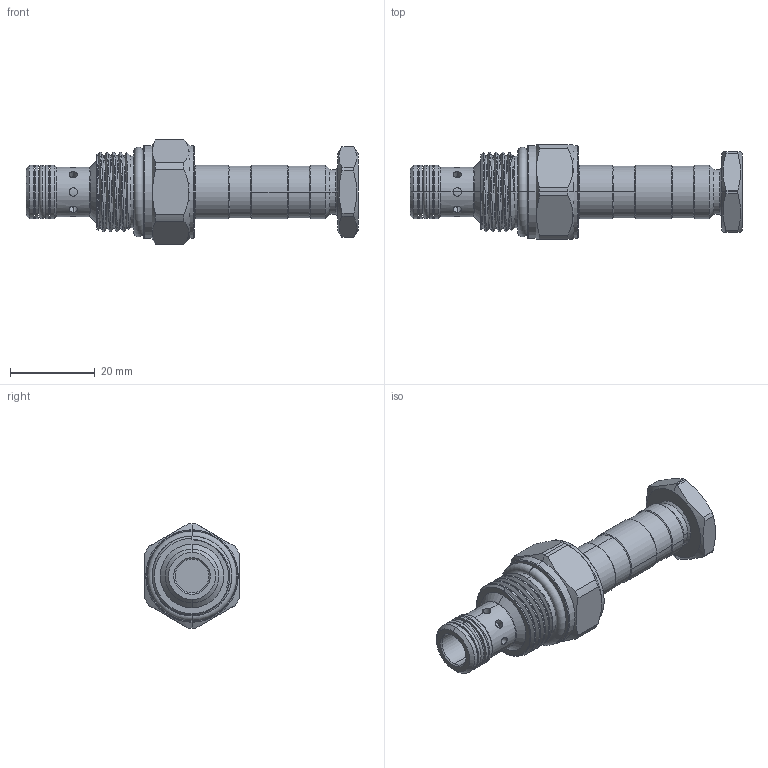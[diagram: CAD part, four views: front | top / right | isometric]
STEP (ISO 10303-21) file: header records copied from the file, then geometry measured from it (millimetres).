
FILE_DESCRIPTION (( 'STEP AP203' ), '1' );
FILE_NAME ('ES08W2H14N04.STEP', '2020-04-08T08:04:16', ( '' ), ( '' ), 'SwSTEP 2.0', 'SolidWorks 2018', '' );
FILE_SCHEMA (( 'CONFIG_CONTROL_DESIGN' ));
Length unit declared in the file: millimetre
Products named in the file (1): ES08W2H14N04
Bounding box: 78.42 x 22.22 x 24.65 mm (x, y, z)
Volume: 14706.9 mm3; surface area: 6372.5 mm2
Topology: 4 solids, 4 shells, 177 faces, 400 edges, 243 vertices
Faces by surface type: cylinder 88, cone 37, plane 27, torus 22, bspline 3
Entity records: 6601 total; most frequent: CARTESIAN_POINT 2627, DIRECTION 837, ORIENTED_EDGE 800, EDGE_CURVE 400, AXIS2_PLACEMENT_3D 352, VERTEX_POINT 243, EDGE_LOOP 195, ADVANCED_FACE 177
